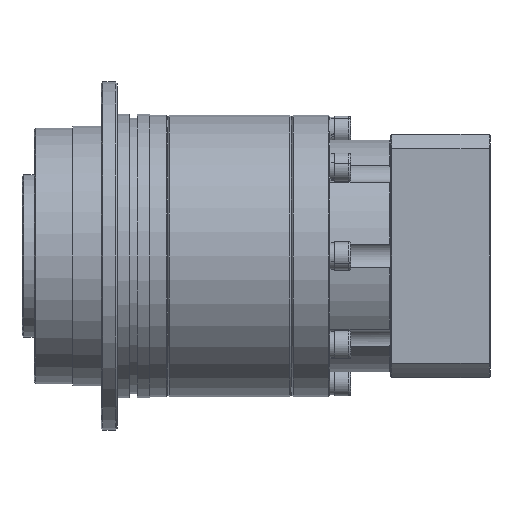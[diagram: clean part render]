
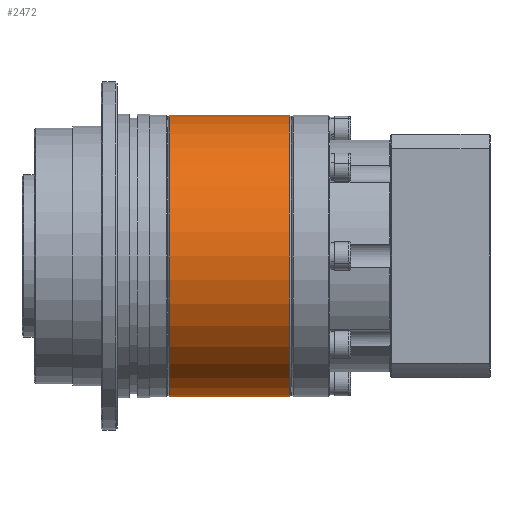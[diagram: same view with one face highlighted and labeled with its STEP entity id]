
A CAD part, front view. The second image highlights one B-rep face of the part: STEP entity #2472.
In plain terms, the highlighted cylindrical face has radius 34.75 mm (diameter 69.5 mm), a partial arc.
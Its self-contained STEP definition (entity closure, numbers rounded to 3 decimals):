
#99 = CARTESIAN_POINT ( 'NONE',  ( 0., 0., 0. ) ) ;
#2472 = ADVANCED_FACE ( 'NONE', ( #20352 ), #12136, .T. ) ;
#3129 = CIRCLE ( 'NONE', #6090, 34.75 ) ;
#3234 = DIRECTION ( 'NONE',  ( -1., 0., 0. ) ) ;
#5214 = EDGE_CURVE ( 'NONE', #6250, #13452, #13992, .T. ) ;
#5930 = CARTESIAN_POINT ( 'NONE',  ( 0.4, 0., 34.75 ) ) ;
#6041 = ORIENTED_EDGE ( 'NONE', *, *, #12161, .T. ) ;
#6090 = AXIS2_PLACEMENT_3D ( 'NONE', #17636, #8294, #19186 ) ;
#6102 = CARTESIAN_POINT ( 'NONE',  ( 30.1, 0., 0. ) ) ;
#6106 = CARTESIAN_POINT ( 'NONE',  ( 0., 0., 34.75 ) ) ;
#6250 = VERTEX_POINT ( 'NONE', #14567 ) ;
#6935 = VERTEX_POINT ( 'NONE', #17427 ) ;
#7730 = DIRECTION ( 'NONE',  ( 0., 0., 1. ) ) ;
#7865 = LINE ( 'NONE', #19929, #16177 ) ;
#8292 = CIRCLE ( 'NONE', #13153, 34.75 ) ;
#8294 = DIRECTION ( 'NONE',  ( 1., 0., 0. ) ) ;
#8957 = EDGE_CURVE ( 'NONE', #6935, #16553, #7865, .T. ) ;
#8992 = DIRECTION ( 'NONE',  ( -1., 0., 0. ) ) ;
#9674 = DIRECTION ( 'NONE',  ( 0., 0., 1. ) ) ;
#9767 = EDGE_LOOP ( 'NONE', ( #11585, #6041, #17534, #15292 ) ) ;
#9838 = VECTOR ( 'NONE', #17096, 1000. ) ;
#11585 = ORIENTED_EDGE ( 'NONE', *, *, #8957, .F. ) ;
#12136 = CYLINDRICAL_SURFACE ( 'NONE', #17128, 34.75 ) ;
#12161 = EDGE_CURVE ( 'NONE', #6935, #6250, #8292, .T. ) ;
#13153 = AXIS2_PLACEMENT_3D ( 'NONE', #6102, #17093, #7730 ) ;
#13452 = VERTEX_POINT ( 'NONE', #5930 ) ;
#13992 = LINE ( 'NONE', #6106, #9838 ) ;
#14567 = CARTESIAN_POINT ( 'NONE',  ( 30.1, 0., 34.75 ) ) ;
#15292 = ORIENTED_EDGE ( 'NONE', *, *, #19067, .T. ) ;
#16177 = VECTOR ( 'NONE', #8992, 1000. ) ;
#16553 = VERTEX_POINT ( 'NONE', #19654 ) ;
#17093 = DIRECTION ( 'NONE',  ( -1., 0., 0. ) ) ;
#17096 = DIRECTION ( 'NONE',  ( -1., 0., 0. ) ) ;
#17128 = AXIS2_PLACEMENT_3D ( 'NONE', #99, #3234, #9674 ) ;
#17427 = CARTESIAN_POINT ( 'NONE',  ( 30.1, 0., -34.75 ) ) ;
#17534 = ORIENTED_EDGE ( 'NONE', *, *, #5214, .T. ) ;
#17636 = CARTESIAN_POINT ( 'NONE',  ( 0.4, 0., 0. ) ) ;
#19067 = EDGE_CURVE ( 'NONE', #13452, #16553, #3129, .T. ) ;
#19186 = DIRECTION ( 'NONE',  ( 0., 0., -1. ) ) ;
#19654 = CARTESIAN_POINT ( 'NONE',  ( 0.4, 0., -34.75 ) ) ;
#19929 = CARTESIAN_POINT ( 'NONE',  ( 0., 0., -34.75 ) ) ;
#20352 = FACE_OUTER_BOUND ( 'NONE', #9767, .T. ) ;
